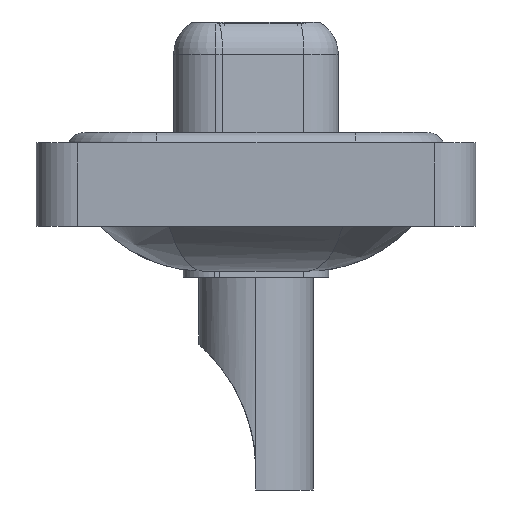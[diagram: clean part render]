
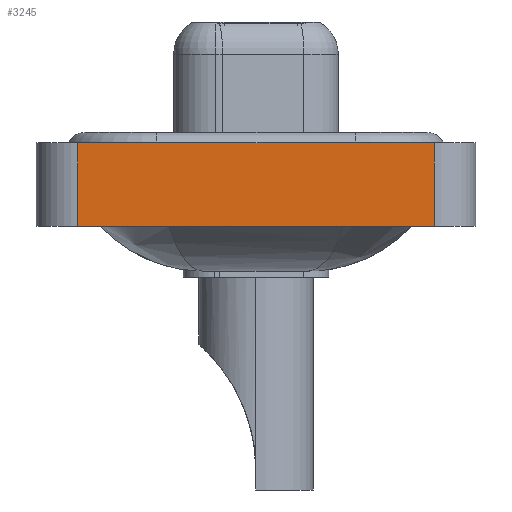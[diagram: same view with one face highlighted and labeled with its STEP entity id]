
A CAD part, left-side view. The second image highlights one B-rep face of the part: STEP entity #3245.
In plain terms, the highlighted planar face has unit normal (-1, 0, 0).
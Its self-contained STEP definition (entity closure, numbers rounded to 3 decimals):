
#221 = EDGE_CURVE ( 'NONE', #3674, #6360, #8557, .T. ) ;
#1353 = DIRECTION ( 'NONE',  ( 0., -1., 0. ) ) ;
#2333 = ORIENTED_EDGE ( 'NONE', *, *, #11021, .T. ) ;
#2612 = CARTESIAN_POINT ( 'NONE',  ( -7.3, -8.55, 0.4 ) ) ;
#2800 = CARTESIAN_POINT ( 'NONE',  ( -7.3, -8.55, 0.4 ) ) ;
#2804 = DIRECTION ( 'NONE',  ( 0., 0., 1. ) ) ;
#3245 = ADVANCED_FACE ( 'NONE', ( #14688 ), #7905, .T. ) ;
#3674 = VERTEX_POINT ( 'NONE', #12133 ) ;
#3881 = VECTOR ( 'NONE', #14033, 1000. ) ;
#3971 = CARTESIAN_POINT ( 'NONE',  ( -7.3, 8.55, 0.4 ) ) ;
#3992 = VECTOR ( 'NONE', #9537, 1000. ) ;
#4912 = AXIS2_PLACEMENT_3D ( 'NONE', #7818, #13330, #17311 ) ;
#5093 = ORIENTED_EDGE ( 'NONE', *, *, #6379, .F. ) ;
#5411 = VERTEX_POINT ( 'NONE', #16547 ) ;
#6360 = VERTEX_POINT ( 'NONE', #2612 ) ;
#6379 = EDGE_CURVE ( 'NONE', #7968, #6360, #16506, .T. ) ;
#7818 = CARTESIAN_POINT ( 'NONE',  ( -7.3, -8.55, -3.6 ) ) ;
#7905 = PLANE ( 'NONE',  #4912 ) ;
#7968 = VERTEX_POINT ( 'NONE', #3971 ) ;
#8364 = VECTOR ( 'NONE', #2804, 1000. ) ;
#8543 = CARTESIAN_POINT ( 'NONE',  ( -7.3, -8.55, -3.6 ) ) ;
#8557 = LINE ( 'NONE', #15340, #8364 ) ;
#9537 = DIRECTION ( 'NONE',  ( 0., -1., 0. ) ) ;
#9705 = EDGE_LOOP ( 'NONE', ( #14309, #5093, #12779, #2333 ) ) ;
#11021 = EDGE_CURVE ( 'NONE', #5411, #3674, #15410, .T. ) ;
#12133 = CARTESIAN_POINT ( 'NONE',  ( -7.3, -8.55, -3.6 ) ) ;
#12540 = VECTOR ( 'NONE', #1353, 1000. ) ;
#12779 = ORIENTED_EDGE ( 'NONE', *, *, #15692, .F. ) ;
#13330 = DIRECTION ( 'NONE',  ( -1., 0., 0. ) ) ;
#14033 = DIRECTION ( 'NONE',  ( 0., 0., 1. ) ) ;
#14309 = ORIENTED_EDGE ( 'NONE', *, *, #221, .T. ) ;
#14688 = FACE_OUTER_BOUND ( 'NONE', #9705, .T. ) ;
#15340 = CARTESIAN_POINT ( 'NONE',  ( -7.3, -8.55, -3.6 ) ) ;
#15410 = LINE ( 'NONE', #8543, #12540 ) ;
#15692 = EDGE_CURVE ( 'NONE', #5411, #7968, #16910, .T. ) ;
#16506 = LINE ( 'NONE', #2800, #3992 ) ;
#16547 = CARTESIAN_POINT ( 'NONE',  ( -7.3, 8.55, -3.6 ) ) ;
#16744 = CARTESIAN_POINT ( 'NONE',  ( -7.3, 8.55, -3.6 ) ) ;
#16910 = LINE ( 'NONE', #16744, #3881 ) ;
#17311 = DIRECTION ( 'NONE',  ( 0., 0., 1. ) ) ;
